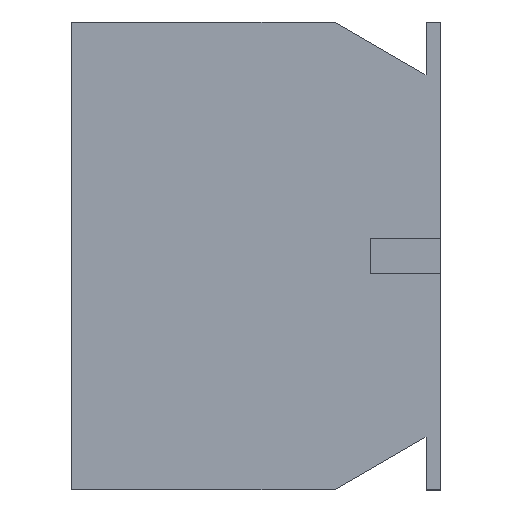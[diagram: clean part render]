
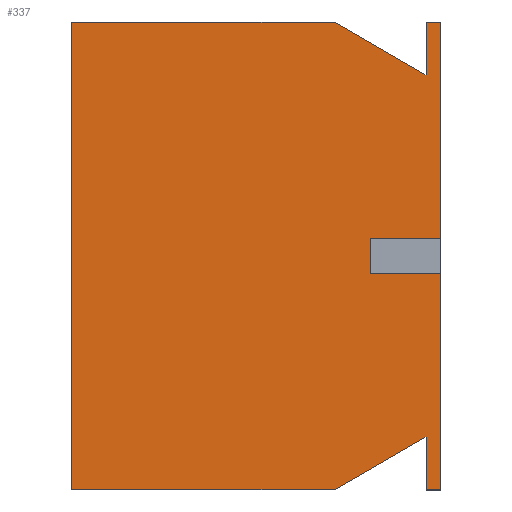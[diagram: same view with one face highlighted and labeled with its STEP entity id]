
A CAD part, top view. The second image highlights one B-rep face of the part: STEP entity #337.
In plain terms, the highlighted planar face has unit normal (0, 0, 1).
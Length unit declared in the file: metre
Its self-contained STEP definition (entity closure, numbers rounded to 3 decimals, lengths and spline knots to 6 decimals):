
#21=ORIENTED_EDGE('',*,*,#117,.F.);
#22=ORIENTED_EDGE('',*,*,#118,.T.);
#23=ORIENTED_EDGE('',*,*,#119,.T.);
#24=ORIENTED_EDGE('',*,*,#120,.T.);
#25=ORIENTED_EDGE('',*,*,#121,.F.);
#26=ORIENTED_EDGE('',*,*,#122,.T.);
#27=ORIENTED_EDGE('',*,*,#123,.T.);
#28=ORIENTED_EDGE('',*,*,#124,.F.);
#29=ORIENTED_EDGE('',*,*,#125,.F.);
#30=ORIENTED_EDGE('',*,*,#126,.F.);
#31=ORIENTED_EDGE('',*,*,#127,.T.);
#32=ORIENTED_EDGE('',*,*,#128,.F.);
#33=ORIENTED_EDGE('',*,*,#129,.T.);
#34=ORIENTED_EDGE('',*,*,#130,.T.);
#117=EDGE_CURVE('',#165,#166,#197,.T.);
#118=EDGE_CURVE('',#165,#167,#198,.T.);
#119=EDGE_CURVE('',#167,#168,#199,.T.);
#120=EDGE_CURVE('',#168,#169,#200,.T.);
#121=EDGE_CURVE('',#170,#169,#201,.T.);
#122=EDGE_CURVE('',#170,#171,#202,.T.);
#123=EDGE_CURVE('',#171,#172,#203,.T.);
#124=EDGE_CURVE('',#173,#172,#204,.T.);
#125=EDGE_CURVE('',#174,#173,#205,.T.);
#126=EDGE_CURVE('',#175,#174,#206,.T.);
#127=EDGE_CURVE('',#175,#176,#207,.T.);
#128=EDGE_CURVE('',#177,#176,#208,.T.);
#129=EDGE_CURVE('',#177,#178,#209,.T.);
#130=EDGE_CURVE('',#178,#166,#210,.T.);
#165=VERTEX_POINT('',#491);
#166=VERTEX_POINT('',#492);
#167=VERTEX_POINT('',#494);
#168=VERTEX_POINT('',#496);
#169=VERTEX_POINT('',#498);
#170=VERTEX_POINT('',#500);
#171=VERTEX_POINT('',#502);
#172=VERTEX_POINT('',#504);
#173=VERTEX_POINT('',#506);
#174=VERTEX_POINT('',#508);
#175=VERTEX_POINT('',#510);
#176=VERTEX_POINT('',#512);
#177=VERTEX_POINT('',#514);
#178=VERTEX_POINT('',#516);
#197=LINE('',#490,#243);
#198=LINE('',#493,#244);
#199=LINE('',#495,#245);
#200=LINE('',#497,#246);
#201=LINE('',#499,#247);
#202=LINE('',#501,#248);
#203=LINE('',#503,#249);
#204=LINE('',#505,#250);
#205=LINE('',#507,#251);
#206=LINE('',#509,#252);
#207=LINE('',#511,#253);
#208=LINE('',#513,#254);
#209=LINE('',#515,#255);
#210=LINE('',#517,#256);
#243=VECTOR('',#399,1.);
#244=VECTOR('',#400,1.);
#245=VECTOR('',#401,1.);
#246=VECTOR('',#402,1.);
#247=VECTOR('',#403,1.);
#248=VECTOR('',#404,1.);
#249=VECTOR('',#405,1.);
#250=VECTOR('',#406,1.);
#251=VECTOR('',#407,1.);
#252=VECTOR('',#408,1.);
#253=VECTOR('',#409,1.);
#254=VECTOR('',#410,1.);
#255=VECTOR('',#411,1.);
#256=VECTOR('',#412,1.);
#284=EDGE_LOOP('',(#21,#22,#23,#24,#25,#26,#27,#28,#29,#30,#31,#32,#33,
#34));
#302=FACE_BOUND('',#284,.T.);
#320=PLANE('',#368);
#337=ADVANCED_FACE('',(#302),#320,.T.);
#368=AXIS2_PLACEMENT_3D('',#489,#397,#398);
#397=DIRECTION('',(0.,0.,1.));
#398=DIRECTION('',(1.,0.,0.));
#399=DIRECTION('',(-1.,0.,0.));
#400=DIRECTION('',(0.866,0.5,0.));
#401=DIRECTION('',(0.,-1.,0.));
#402=DIRECTION('',(1.,0.,0.));
#403=DIRECTION('',(0.,-1.,0.));
#404=DIRECTION('',(-1.,0.,0.));
#405=DIRECTION('',(0.,1.,0.));
#406=DIRECTION('',(-1.,0.,0.));
#407=DIRECTION('',(0.,-1.,0.));
#408=DIRECTION('',(1.,0.,0.));
#409=DIRECTION('',(0.,-1.,0.));
#410=DIRECTION('',(0.866,-0.5,0.));
#411=DIRECTION('',(-1.,0.,0.));
#412=DIRECTION('',(0.,-1.,0.));
#489=CARTESIAN_POINT('',(-0.002663,-0.296731,0.001));
#490=CARTESIAN_POINT('',(-0.002663,-0.376731,0.001));
#491=CARTESIAN_POINT('',(0.030964,-0.376731,0.001));
#492=CARTESIAN_POINT('',(-0.058908,-0.376731,0.001));
#493=CARTESIAN_POINT('',(0.040385,-0.371291,0.001));
#494=CARTESIAN_POINT('',(0.062337,-0.358617,0.001));
#495=CARTESIAN_POINT('',(0.062337,-0.367674,0.001));
#496=CARTESIAN_POINT('',(0.062337,-0.376731,0.001));
#497=CARTESIAN_POINT('',(0.064837,-0.376731,0.001));
#498=CARTESIAN_POINT('',(0.067337,-0.376731,0.001));
#499=CARTESIAN_POINT('',(0.067337,-0.296731,0.001));
#500=CARTESIAN_POINT('',(0.067337,-0.302731,0.001));
#501=CARTESIAN_POINT('',(0.061337,-0.302731,0.001));
#502=CARTESIAN_POINT('',(0.055337,-0.302731,0.001));
#503=CARTESIAN_POINT('',(0.055337,-0.296731,0.001));
#504=CARTESIAN_POINT('',(0.055337,-0.290731,0.001));
#505=CARTESIAN_POINT('',(0.061337,-0.290731,0.001));
#506=CARTESIAN_POINT('',(0.067337,-0.290731,0.001));
#507=CARTESIAN_POINT('',(0.067337,-0.296731,0.001));
#508=CARTESIAN_POINT('',(0.067337,-0.216731,0.001));
#509=CARTESIAN_POINT('',(0.064837,-0.216731,0.001));
#510=CARTESIAN_POINT('',(0.062337,-0.216731,0.001));
#511=CARTESIAN_POINT('',(0.062337,-0.367674,0.001));
#512=CARTESIAN_POINT('',(0.062337,-0.234844,0.001));
#513=CARTESIAN_POINT('',(0.040385,-0.22217,0.001));
#514=CARTESIAN_POINT('',(0.030964,-0.216731,0.001));
#515=CARTESIAN_POINT('',(-0.002663,-0.216731,0.001));
#516=CARTESIAN_POINT('',(-0.058908,-0.216731,0.001));
#517=CARTESIAN_POINT('',(-0.058908,-0.296731,0.001));
